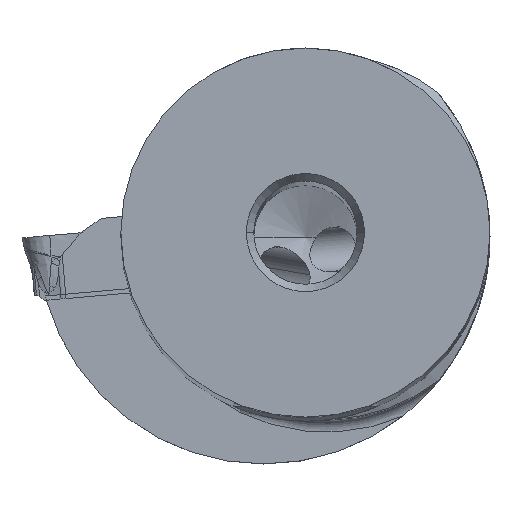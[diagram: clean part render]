
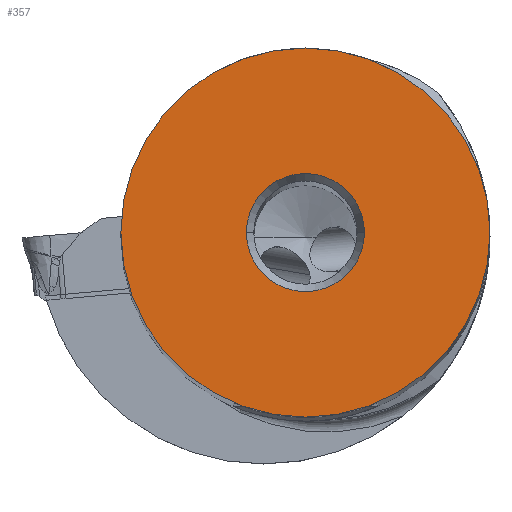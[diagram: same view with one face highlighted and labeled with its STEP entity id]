
A CAD part, top view. The second image highlights one B-rep face of the part: STEP entity #357.
In plain terms, the highlighted planar face has unit normal (0, 0, 1).
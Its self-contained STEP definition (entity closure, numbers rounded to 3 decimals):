
#63=FACE_BOUND('',#733,.T.);
#64=FACE_BOUND('',#734,.T.);
#357=ADVANCED_FACE('',(#63,#64),#412,.T.);
#412=PLANE('',#3603);
#733=EDGE_LOOP('',(#1650,#1651));
#734=EDGE_LOOP('',(#1652,#1653));
#1650=ORIENTED_EDGE('',*,*,#2550,.T.);
#1651=ORIENTED_EDGE('',*,*,#2558,.T.);
#1652=ORIENTED_EDGE('',*,*,#2564,.T.);
#1653=ORIENTED_EDGE('',*,*,#2565,.T.);
#2070=VERTEX_POINT('',#10887);
#2071=VERTEX_POINT('',#10888);
#2082=VERTEX_POINT('',#10915);
#2083=VERTEX_POINT('',#10916);
#2550=EDGE_CURVE('',#2070,#2071,#2969,.T.);
#2558=EDGE_CURVE('',#2071,#2070,#2970,.T.);
#2564=EDGE_CURVE('',#2082,#2083,#2971,.T.);
#2565=EDGE_CURVE('',#2083,#2082,#2972,.T.);
#2969=CIRCLE('',#3591,12.5);
#2970=CIRCLE('',#3596,12.5);
#2971=CIRCLE('',#3601,4.);
#2972=CIRCLE('',#3602,4.);
#3591=AXIS2_PLACEMENT_3D('',#10886,#4154,#4155);
#3596=AXIS2_PLACEMENT_3D('',#10902,#4168,#4169);
#3601=AXIS2_PLACEMENT_3D('',#10914,#4180,#4181);
#3602=AXIS2_PLACEMENT_3D('',#10917,#4182,#4183);
#3603=AXIS2_PLACEMENT_3D('',#10918,#4184,#4185);
#4154=DIRECTION('',(0.,0.,1.));
#4155=DIRECTION('',(-1.,0.,0.));
#4168=DIRECTION('',(0.,0.,1.));
#4169=DIRECTION('',(1.,0.,0.));
#4180=DIRECTION('',(0.,0.,-1.));
#4181=DIRECTION('',(-1.,0.,0.));
#4182=DIRECTION('',(0.,0.,-1.));
#4183=DIRECTION('',(1.,0.,0.));
#4184=DIRECTION('',(0.,0.,1.));
#4185=DIRECTION('',(1.,0.,0.));
#10886=CARTESIAN_POINT('',(0.,0.,0.));
#10887=CARTESIAN_POINT('',(-12.5,0.,0.));
#10888=CARTESIAN_POINT('',(12.5,0.,0.));
#10902=CARTESIAN_POINT('',(0.,0.,0.));
#10914=CARTESIAN_POINT('',(0.,0.,0.));
#10915=CARTESIAN_POINT('',(-4.,0.,0.));
#10916=CARTESIAN_POINT('',(4.,0.,0.));
#10917=CARTESIAN_POINT('',(0.,0.,0.));
#10918=CARTESIAN_POINT('',(0.,0.,0.));
